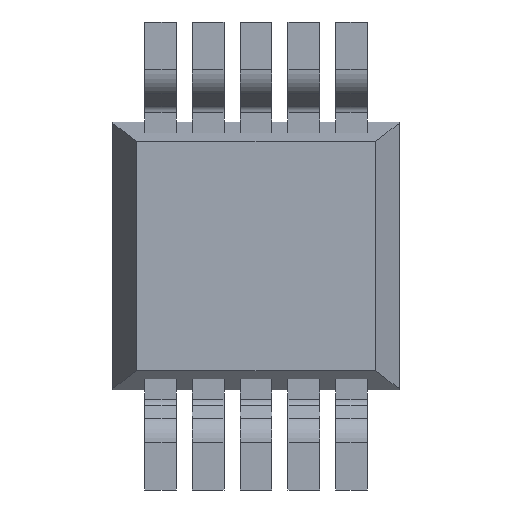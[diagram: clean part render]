
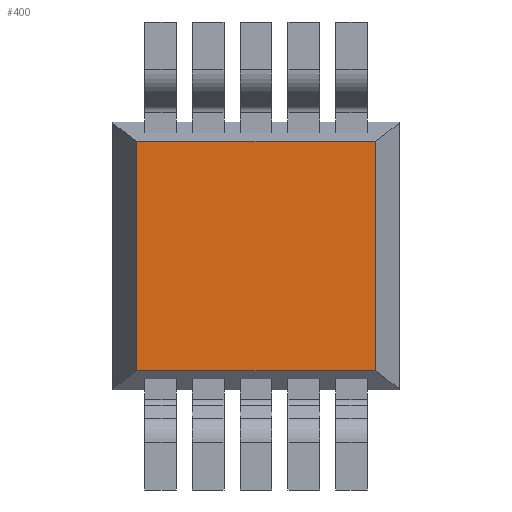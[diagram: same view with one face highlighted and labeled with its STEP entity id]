
A CAD part, front view. The second image highlights one B-rep face of the part: STEP entity #400.
In plain terms, the highlighted planar face has unit normal (0, -1, 0).
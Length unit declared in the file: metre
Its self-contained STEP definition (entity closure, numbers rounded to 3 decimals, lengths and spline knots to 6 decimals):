
#400 = ADVANCED_FACE( '', ( #851 ), #852, .T. );
#851 = FACE_OUTER_BOUND( '', #1372, .T. );
#852 = PLANE( '', #1373 );
#1372 = EDGE_LOOP( '', ( #2337, #2338, #2339, #2340 ) );
#1373 = AXIS2_PLACEMENT_3D( '', #2341, #2342, #2343 );
#2337 = ORIENTED_EDGE( '', *, *, #2981, .F. );
#2338 = ORIENTED_EDGE( '', *, *, #3132, .T. );
#2339 = ORIENTED_EDGE( '', *, *, #3380, .T. );
#2340 = ORIENTED_EDGE( '', *, *, #3291, .T. );
#2341 = CARTESIAN_POINT( '', ( -0.000335, 0.00015, -0.00125 ) );
#2342 = DIRECTION( '', ( 0., -1., 0. ) );
#2343 = DIRECTION( '', ( 0., 0., -1. ) );
#2981 = EDGE_CURVE( '', #3528, #3530, #3531, .T. );
#3132 = EDGE_CURVE( '', #3528, #3789, #3791, .T. );
#3291 = EDGE_CURVE( '', #4040, #3530, #4041, .T. );
#3380 = EDGE_CURVE( '', #3789, #4040, #4170, .T. );
#3528 = VERTEX_POINT( '', #4337 );
#3530 = VERTEX_POINT( '', #4340 );
#3531 = LINE( '', #4341, #4342 );
#3789 = VERTEX_POINT( '', #4699 );
#3791 = LINE( '', #4702, #4703 );
#4040 = VERTEX_POINT( '', #5047 );
#4041 = LINE( '', #5048, #5049 );
#4170 = LINE( '', #5231, #5232 );
#4337 = CARTESIAN_POINT( '', ( -0.000085, 0.00015, -0.00125 ) );
#4340 = CARTESIAN_POINT( '', ( 0.002415, 0.00015, -0.00125 ) );
#4341 = CARTESIAN_POINT( '', ( -0.000335, 0.00015, -0.00125 ) );
#4342 = VECTOR( '', #5452, 1. );
#4699 = CARTESIAN_POINT( '', ( -0.000085, 0.00015, -0.00365 ) );
#4702 = CARTESIAN_POINT( '', ( -0.000085, 0.00015, -0.00125 ) );
#4703 = VECTOR( '', #5616, 1. );
#5047 = CARTESIAN_POINT( '', ( 0.002415, 0.00015, -0.00365 ) );
#5048 = CARTESIAN_POINT( '', ( 0.002415, 0.00015, -0.00125 ) );
#5049 = VECTOR( '', #5790, 1. );
#5231 = CARTESIAN_POINT( '', ( -0.000335, 0.00015, -0.00365 ) );
#5232 = VECTOR( '', #5889, 1. );
#5452 = DIRECTION( '', ( 1., 0., 0. ) );
#5616 = DIRECTION( '', ( 0., 0., -1. ) );
#5790 = DIRECTION( '', ( 0., 0., 1. ) );
#5889 = DIRECTION( '', ( 1., 0., 0. ) );
